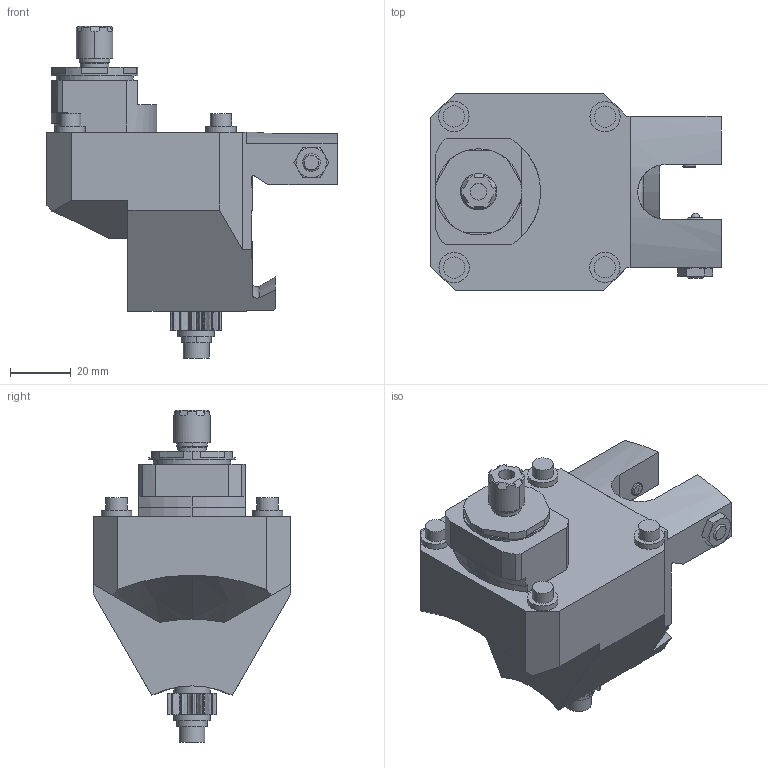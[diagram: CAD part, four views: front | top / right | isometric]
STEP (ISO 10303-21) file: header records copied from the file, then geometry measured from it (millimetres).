
FILE_DESCRIPTION(/* description */ (''),/* implementation_level */ '2;1');
FILE_NAME(/* name */ '10011196612nxv000_00_214.stp',/* time_stamp */ '2023-12-08T11:08:07+01:00',/* author */ (''),/* organization */ (''),/* preprocessor_version */ 'ST-DEVELOPER v18.1',/* originating_system */ 'SIEMENS PLM Software NX 2000',/* authorisation */ '');
FILE_SCHEMA (('AUTOMOTIVE_DESIGN { 1 0 10303 214 3 1 1 1 }'));
Length unit declared in the file: millimetre
Products named in the file (1): 10011196612nxv000_00
Bounding box: 95.75 x 65 x 109.5 mm (x, y, z)
Volume: 210069.2 mm3; surface area: 28590.7 mm2
Topology: 1 solids, 1 shells, 243 faces, 644 edges, 423 vertices
Faces by surface type: plane 97, cylinder 75, cone 33, extrusion 28, torus 6, sphere 4
Full cylindrical faces by diameter (mm): 5.47 x1, 7 x4, 8.5 x1, 9.465 x1, 10 x4, 12 x2, 25.4 x1
Entity records: 9435 total; most frequent: CARTESIAN_POINT 3497, ORIENTED_EDGE 1246, DIRECTION 1185, EDGE_CURVE 623, AXIS2_PLACEMENT_3D 448, VERTEX_POINT 420, VECTOR 289, EDGE_LOOP 281
